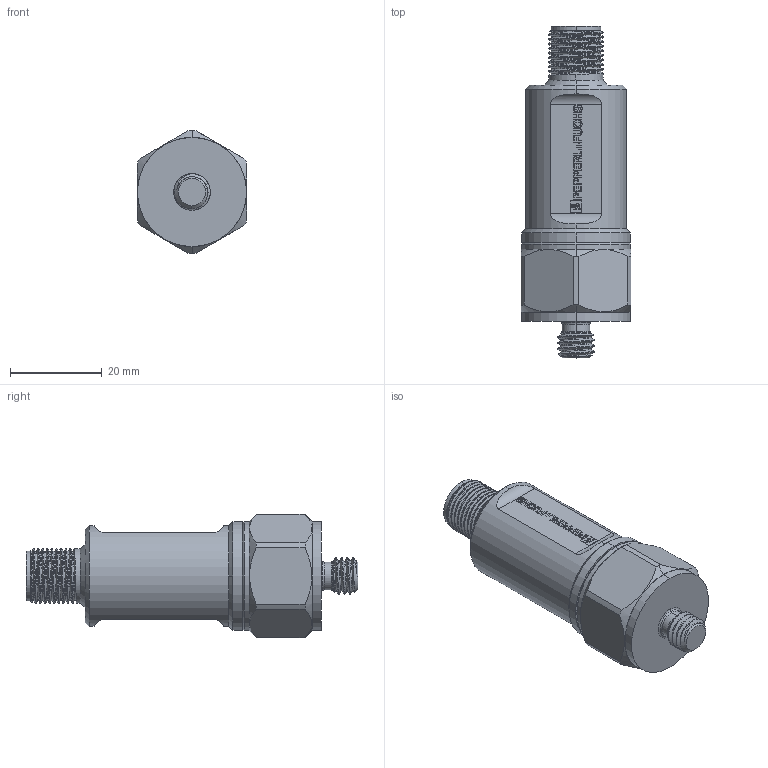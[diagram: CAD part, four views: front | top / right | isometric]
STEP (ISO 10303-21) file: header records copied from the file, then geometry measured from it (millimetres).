
FILE_DESCRIPTION((''),'2;1');
FILE_NAME('CAD-9139','2024-08-15T07:43:49',('creinig-se'),(''),'CREO PARAMETRIC BY PTC INC, 2022284','CREO PARAMETRIC BY PTC INC, 2022284','');
FILE_SCHEMA(('CONFIG_CONTROL_DESIGN','SHAPE_APPEARANCE_LAYERS_GROUPS'));
Length unit declared in the file: millimetre
Products named in the file (1): CAD-9139
Bounding box: 24 x 72.5 x 27 mm (x, y, z)
Volume: 22114.3 mm3; surface area: 5846.5 mm2
Topology: 1 solids, 1 shells, 620 faces, 1691 edges, 1124 vertices
Faces by surface type: plane 375, extrusion 140, cylinder 63, cone 17, torus 11, revolution 8, bspline 6
Entity records: 33236 total; most frequent: CARTESIAN_POINT 12626, ORIENTED_EDGE 3382, DIRECTION 2523, PRESENTATION_STYLE_ASSIGNMENT 1730, STYLED_ITEM 1700, CURVE_STYLE 1699, EDGE_CURVE 1691, VECTOR 1311
